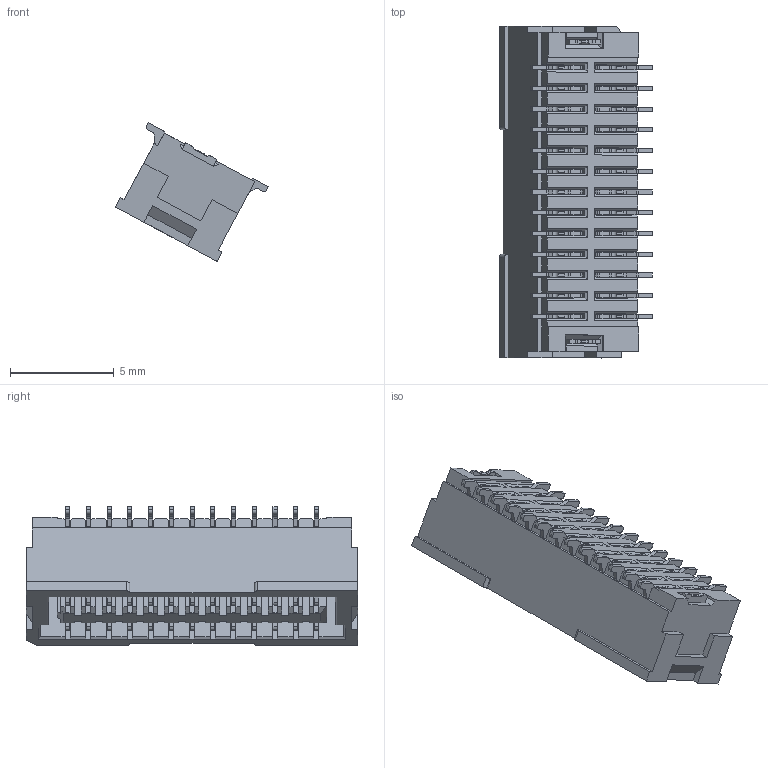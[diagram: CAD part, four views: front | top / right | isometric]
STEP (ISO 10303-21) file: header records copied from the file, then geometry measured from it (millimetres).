
FILE_DESCRIPTION (( 'STEP AP203' ), '1' );
FILE_NAME ('FWF10014-D26S83NAM.STEP', '2025-11-21T06:01:38', ( '' ), ( '' ), 'SwSTEP 2.0', 'SolidWorks 2021', '' );
FILE_SCHEMA (( 'CONFIG_CONTROL_DESIGN' ));
Products named in the file (1): FWF10014-D26S83NAM
Bounding box: 7.38 x 16 x 6.68 mm (x, y, z)
Volume: 228.2 mm3; surface area: 1114.2 mm2
Topology: 16 solids, 16 shells, 2409 faces, 7427 edges, 4909 vertices
Faces by surface type: plane 1479, cylinder 906, bspline 24
Entity records: 83421 total; most frequent: CARTESIAN_POINT 16843, ORIENTED_EDGE 14854, DIRECTION 13025, EDGE_CURVE 7427, LINE 5453, VECTOR 5453, VERTEX_POINT 4909, AXIS2_PLACEMENT_3D 3786
